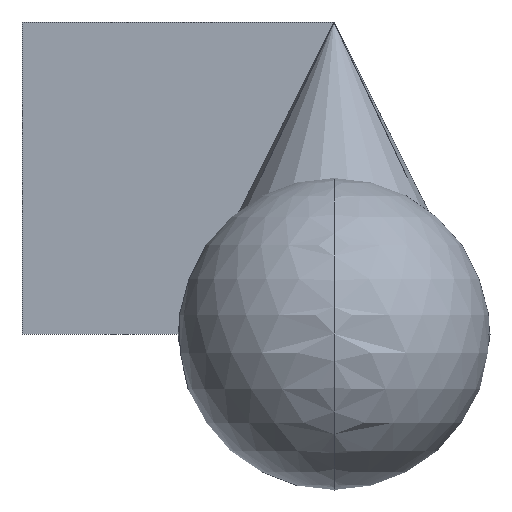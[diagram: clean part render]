
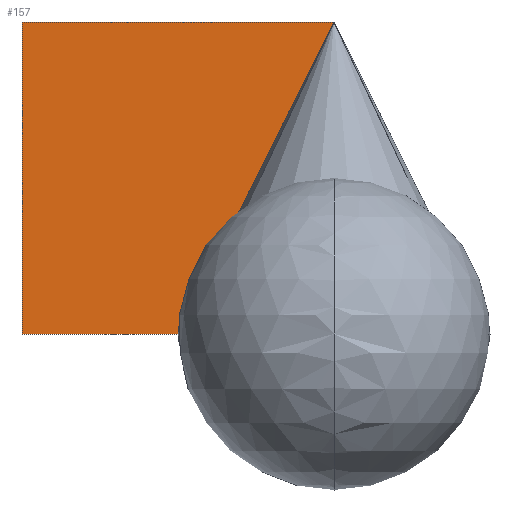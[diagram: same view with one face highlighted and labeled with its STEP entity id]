
A CAD part, left-side view. The second image highlights one B-rep face of the part: STEP entity #157.
In plain terms, the highlighted planar face has unit normal (-1, 0, 0).
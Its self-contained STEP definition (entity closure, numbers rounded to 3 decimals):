
#66=DIRECTION('NONE',(0.,0.,1.));
#67=VECTOR('NONE',#66,1.);
#68=CARTESIAN_POINT('NONE',(100.,100.,0.));
#69=LINE('*LN5',#68,#67);
#71=EDGE_CURVE('NONE',#140,#99,#69,.T.);
#98=CARTESIAN_POINT('NONE',(100.,100.,100.));
#99=VERTEX_POINT('NONE',#98);
#102=DIRECTION('NONE',(0.,1.,0.));
#103=VECTOR('NONE',#102,1.);
#104=CARTESIAN_POINT('NONE',(100.,0.,100.));
#105=LINE('*LN8',#104,#103);
#107=EDGE_CURVE('NONE',#129,#99,#105,.T.);
#128=CARTESIAN_POINT('NONE',(100.,0.,100.));
#129=VERTEX_POINT('NONE',#128);
#130=CARTESIAN_POINT('NONE',(100.,0.,0.));
#131=VERTEX_POINT('NONE',#130);
#132=DIRECTION('NONE',(0.,0.,1.));
#133=VECTOR('NONE',#132,1.);
#134=CARTESIAN_POINT('NONE',(100.,0.,0.));
#135=LINE('*LN10',#134,#133);
#137=EDGE_CURVE('NONE',#131,#129,#135,.T.);
#138=ORIENTED_EDGE('NONE',*,*,#137,.F.);
#139=CARTESIAN_POINT('NONE',(100.,100.,0.));
#140=VERTEX_POINT('NONE',#139);
#141=DIRECTION('NONE',(0.,1.,0.));
#142=VECTOR('NONE',#141,1.);
#143=CARTESIAN_POINT('NONE',(100.,0.,0.));
#144=LINE('*LN11',#143,#142);
#146=EDGE_CURVE('NONE',#131,#140,#144,.T.);
#147=ORIENTED_EDGE('NONE',*,*,#146,.T.);
#148=ORIENTED_EDGE('NONE',*,*,#71,.T.);
#149=ORIENTED_EDGE('NONE',*,*,#107,.F.);
#150=EDGE_LOOP('NONE',(#138,#147,#148,#149));
#151=FACE_OUTER_BOUND('NONE',#150,.F.);
#152=CARTESIAN_POINT('NONE',(100.,0.,100.));
#153=DIRECTION('NONE',(0.,-1.,0.));
#154=DIRECTION('NONE',(1.,0.,0.));
#155=AXIS2_PLACEMENT_3D('NONE',#152,#154,#153);
#156=PLANE('NONE',#155);
#157=ADVANCED_FACE('*FAC4',(#151),#156,.F.);
